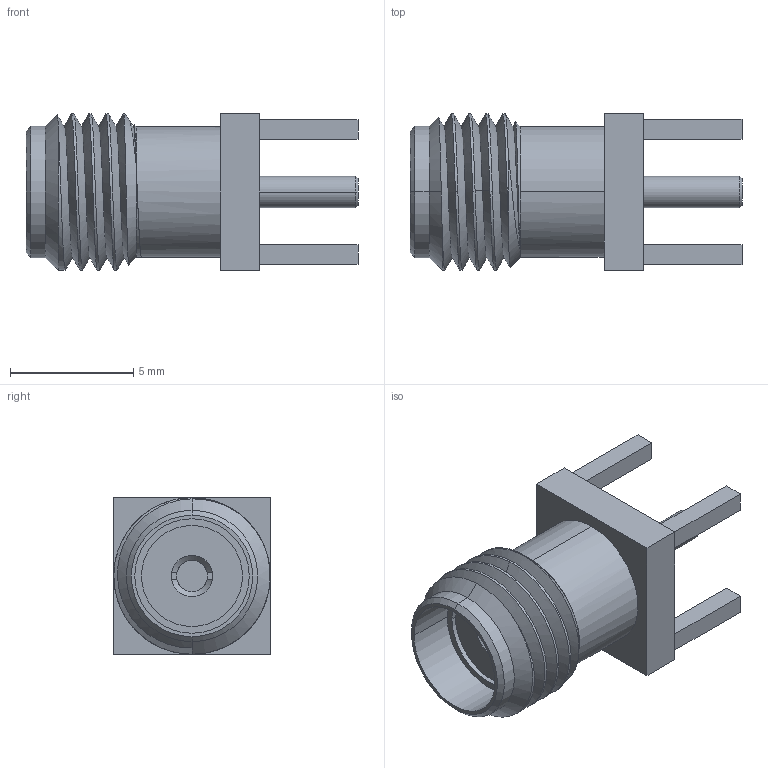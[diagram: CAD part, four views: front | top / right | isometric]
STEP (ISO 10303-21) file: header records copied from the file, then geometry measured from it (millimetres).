
FILE_DESCRIPTION((''),'2;1');
FILE_NAME('PRT0001','2021-08-15T',('1111'),(''),'PRO/ENGINEER BY PARAMETRIC TECHNOLOGY CORPORATION, 2012090','PRO/ENGINEER BY PARAMETRIC TECHNOLOGY CORPORATION, 2012090','');
FILE_SCHEMA(('CONFIG_CONTROL_DESIGN'));
Length unit declared in the file: millimetre
Products named in the file (1): PRT0001
Bounding box: 13.48 x 6.35 x 6.35 mm (x, y, z)
Volume: 231.2 mm3; surface area: 426.3 mm2
Topology: 1 solids, 1 shells, 74 faces, 176 edges, 113 vertices
Faces by surface type: plane 39, cylinder 21, cone 10, bspline 4
Entity records: 3278 total; most frequent: CARTESIAN_POINT 1560, ORIENTED_EDGE 352, DIRECTION 326, EDGE_CURVE 176, VERTEX_POINT 113, AXIS2_PLACEMENT_3D 111, VECTOR 104, LINE 104
